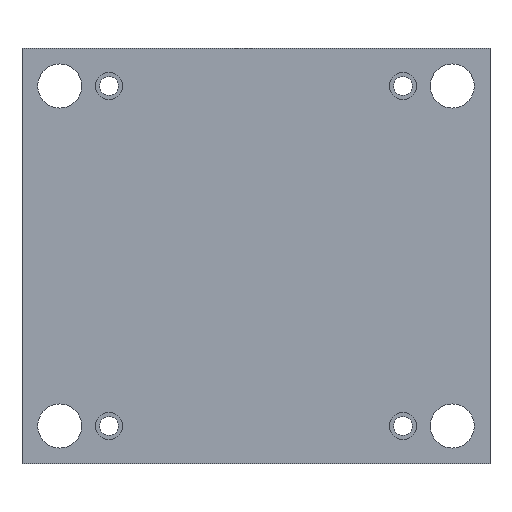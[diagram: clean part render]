
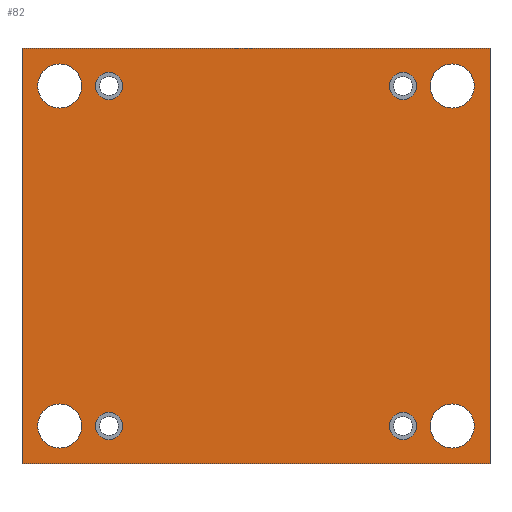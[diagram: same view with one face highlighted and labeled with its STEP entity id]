
A CAD part, top view. The second image highlights one B-rep face of the part: STEP entity #82.
In plain terms, the highlighted planar face has unit normal (0, 0, 1).
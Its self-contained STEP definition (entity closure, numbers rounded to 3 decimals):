
#82 = ADVANCED_FACE( '', ( #119, #120, #121, #122, #123, #124, #125, #126, #127 ), #128, .T. );
#119 = FACE_BOUND( '', #195, .T. );
#120 = FACE_BOUND( '', #196, .T. );
#121 = FACE_BOUND( '', #197, .T. );
#122 = FACE_BOUND( '', #198, .T. );
#123 = FACE_BOUND( '', #199, .T. );
#124 = FACE_BOUND( '', #200, .T. );
#125 = FACE_BOUND( '', #201, .T. );
#126 = FACE_BOUND( '', #202, .T. );
#127 = FACE_OUTER_BOUND( '', #203, .T. );
#128 = PLANE( '', #204 );
#195 = EDGE_LOOP( '', ( #296 ) );
#196 = EDGE_LOOP( '', ( #297 ) );
#197 = EDGE_LOOP( '', ( #298 ) );
#198 = EDGE_LOOP( '', ( #299 ) );
#199 = EDGE_LOOP( '', ( #300 ) );
#200 = EDGE_LOOP( '', ( #301 ) );
#201 = EDGE_LOOP( '', ( #302 ) );
#202 = EDGE_LOOP( '', ( #303 ) );
#203 = EDGE_LOOP( '', ( #304, #305, #306, #307 ) );
#204 = AXIS2_PLACEMENT_3D( '', #308, #309, #310 );
#296 = ORIENTED_EDGE( '', *, *, #411, .F. );
#297 = ORIENTED_EDGE( '', *, *, #412, .F. );
#298 = ORIENTED_EDGE( '', *, *, #413, .F. );
#299 = ORIENTED_EDGE( '', *, *, #414, .F. );
#300 = ORIENTED_EDGE( '', *, *, #415, .T. );
#301 = ORIENTED_EDGE( '', *, *, #416, .T. );
#302 = ORIENTED_EDGE( '', *, *, #417, .T. );
#303 = ORIENTED_EDGE( '', *, *, #418, .T. );
#304 = ORIENTED_EDGE( '', *, *, #393, .T. );
#305 = ORIENTED_EDGE( '', *, *, #407, .T. );
#306 = ORIENTED_EDGE( '', *, *, #409, .T. );
#307 = ORIENTED_EDGE( '', *, *, #410, .T. );
#308 = CARTESIAN_POINT( '', ( -223., 198., 27. ) );
#309 = DIRECTION( '', ( 0., 0., 1. ) );
#310 = DIRECTION( '', ( 1., 0., 0. ) );
#393 = EDGE_CURVE( '', #432, #430, #433, .T. );
#407 = EDGE_CURVE( '', #430, #456, #458, .T. );
#409 = EDGE_CURVE( '', #456, #459, #461, .T. );
#410 = EDGE_CURVE( '', #459, #432, #462, .T. );
#411 = EDGE_CURVE( '', #463, #463, #464, .T. );
#412 = EDGE_CURVE( '', #465, #465, #466, .T. );
#413 = EDGE_CURVE( '', #467, #467, #468, .T. );
#414 = EDGE_CURVE( '', #469, #469, #470, .T. );
#415 = EDGE_CURVE( '', #471, #471, #472, .T. );
#416 = EDGE_CURVE( '', #473, #473, #474, .T. );
#417 = EDGE_CURVE( '', #475, #475, #476, .T. );
#418 = EDGE_CURVE( '', #477, #477, #478, .T. );
#430 = VERTEX_POINT( '', #499 );
#432 = VERTEX_POINT( '', #502 );
#433 = LINE( '', #503, #504 );
#456 = VERTEX_POINT( '', #531 );
#458 = LINE( '', #534, #535 );
#459 = VERTEX_POINT( '', #536 );
#461 = LINE( '', #539, #540 );
#462 = LINE( '', #541, #542 );
#463 = VERTEX_POINT( '', #543 );
#464 = CIRCLE( '', #544, 21. );
#465 = VERTEX_POINT( '', #545 );
#466 = CIRCLE( '', #546, 21. );
#467 = VERTEX_POINT( '', #547 );
#468 = CIRCLE( '', #548, 21. );
#469 = VERTEX_POINT( '', #549 );
#470 = CIRCLE( '', #550, 21. );
#471 = VERTEX_POINT( '', #551 );
#472 = CIRCLE( '', #552, 13. );
#473 = VERTEX_POINT( '', #553 );
#474 = CIRCLE( '', #554, 13. );
#475 = VERTEX_POINT( '', #555 );
#476 = CIRCLE( '', #556, 13. );
#477 = VERTEX_POINT( '', #557 );
#478 = CIRCLE( '', #558, 13. );
#499 = CARTESIAN_POINT( '', ( -223., 198., 27. ) );
#502 = CARTESIAN_POINT( '', ( 223., 198., 27. ) );
#503 = CARTESIAN_POINT( '', ( 223., 198., 27. ) );
#504 = VECTOR( '', #577, 1000. );
#531 = CARTESIAN_POINT( '', ( -223., -198., 27. ) );
#534 = CARTESIAN_POINT( '', ( -223., 198., 27. ) );
#535 = VECTOR( '', #607, 1000. );
#536 = CARTESIAN_POINT( '', ( 223., -198., 27. ) );
#539 = CARTESIAN_POINT( '', ( -223., -198., 27. ) );
#540 = VECTOR( '', #609, 1000. );
#541 = CARTESIAN_POINT( '', ( 223., -198., 27. ) );
#542 = VECTOR( '', #610, 1000. );
#543 = CARTESIAN_POINT( '', ( 208., -162., 27. ) );
#544 = AXIS2_PLACEMENT_3D( '', #611, #612, #613 );
#545 = CARTESIAN_POINT( '', ( -166., -162., 27. ) );
#546 = AXIS2_PLACEMENT_3D( '', #614, #615, #616 );
#547 = CARTESIAN_POINT( '', ( 208., 162., 27. ) );
#548 = AXIS2_PLACEMENT_3D( '', #617, #618, #619 );
#549 = CARTESIAN_POINT( '', ( -166., 162., 27. ) );
#550 = AXIS2_PLACEMENT_3D( '', #620, #621, #622 );
#551 = CARTESIAN_POINT( '', ( -140., 149., 27. ) );
#552 = AXIS2_PLACEMENT_3D( '', #623, #624, #625 );
#553 = CARTESIAN_POINT( '', ( 140., 149., 27. ) );
#554 = AXIS2_PLACEMENT_3D( '', #626, #627, #628 );
#555 = CARTESIAN_POINT( '', ( 140., -175., 27. ) );
#556 = AXIS2_PLACEMENT_3D( '', #629, #630, #631 );
#557 = CARTESIAN_POINT( '', ( -140., -175., 27. ) );
#558 = AXIS2_PLACEMENT_3D( '', #632, #633, #634 );
#577 = DIRECTION( '', ( -1., 0., 0. ) );
#607 = DIRECTION( '', ( 0., -1., 0. ) );
#609 = DIRECTION( '', ( 1., 0., 0. ) );
#610 = DIRECTION( '', ( 0., 1., 0. ) );
#611 = CARTESIAN_POINT( '', ( 187., -162., 27. ) );
#612 = DIRECTION( '', ( 0., 0., 1. ) );
#613 = DIRECTION( '', ( 1., 0., 0. ) );
#614 = CARTESIAN_POINT( '', ( -187., -162., 27. ) );
#615 = DIRECTION( '', ( 0., 0., 1. ) );
#616 = DIRECTION( '', ( 1., 0., 0. ) );
#617 = CARTESIAN_POINT( '', ( 187., 162., 27. ) );
#618 = DIRECTION( '', ( 0., 0., 1. ) );
#619 = DIRECTION( '', ( 1., 0., 0. ) );
#620 = CARTESIAN_POINT( '', ( -187., 162., 27. ) );
#621 = DIRECTION( '', ( 0., 0., 1. ) );
#622 = DIRECTION( '', ( 1., 0., 0. ) );
#623 = CARTESIAN_POINT( '', ( -140., 162., 27. ) );
#624 = DIRECTION( '', ( 0., 0., -1. ) );
#625 = DIRECTION( '', ( 0., -1., 0. ) );
#626 = CARTESIAN_POINT( '', ( 140., 162., 27. ) );
#627 = DIRECTION( '', ( 0., 0., -1. ) );
#628 = DIRECTION( '', ( 0., -1., 0. ) );
#629 = CARTESIAN_POINT( '', ( 140., -162., 27. ) );
#630 = DIRECTION( '', ( 0., 0., -1. ) );
#631 = DIRECTION( '', ( 0., -1., 0. ) );
#632 = CARTESIAN_POINT( '', ( -140., -162., 27. ) );
#633 = DIRECTION( '', ( 0., 0., -1. ) );
#634 = DIRECTION( '', ( 0., -1., 0. ) );
